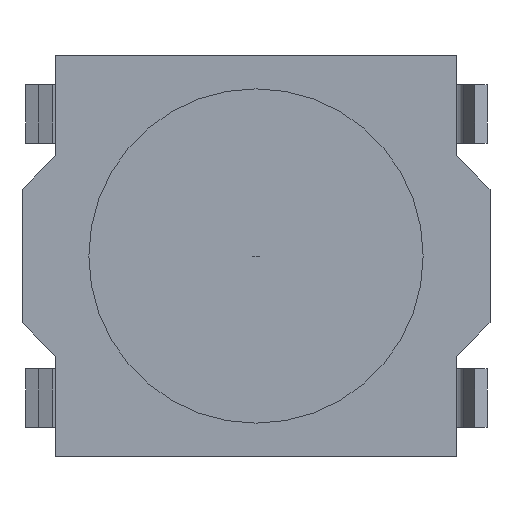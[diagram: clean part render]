
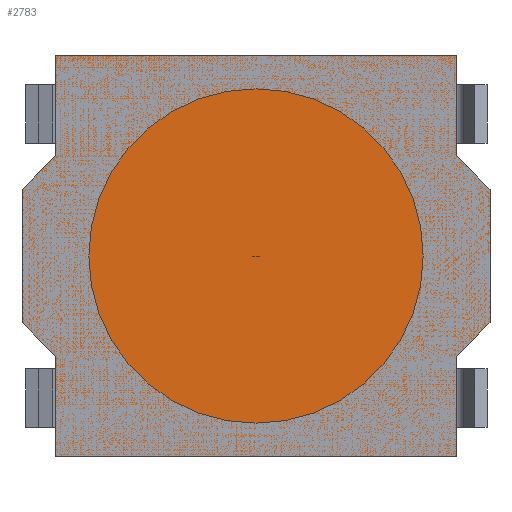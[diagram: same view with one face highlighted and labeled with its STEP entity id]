
A CAD part, front view. The second image highlights one B-rep face of the part: STEP entity #2783.
In plain terms, the highlighted planar face has unit normal (0, -1, 0).
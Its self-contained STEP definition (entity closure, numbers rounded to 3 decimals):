
#2560=DIRECTION('',(-1.,0.,0.));
#2561=VECTOR('',#2560,2.4);
#2562=CARTESIAN_POINT('',(1.2,0.,-1.2));
#2563=LINE('',#2562,#2561);
#2564=DIRECTION('',(0.,0.,1.));
#2565=VECTOR('',#2564,0.6);
#2566=CARTESIAN_POINT('',(-1.2,0.,-1.2));
#2567=LINE('',#2566,#2565);
#2568=DIRECTION('',(-0.707,0.,0.707));
#2569=VECTOR('',#2568,0.283);
#2570=CARTESIAN_POINT('',(-1.2,0.,-0.6));
#2571=LINE('',#2570,#2569);
#2572=DIRECTION('',(0.,0.,1.));
#2573=VECTOR('',#2572,0.8);
#2574=CARTESIAN_POINT('',(-1.4,0.,-0.4));
#2575=LINE('',#2574,#2573);
#2576=DIRECTION('',(0.707,0.,0.707));
#2577=VECTOR('',#2576,0.283);
#2578=CARTESIAN_POINT('',(-1.4,0.,0.4));
#2579=LINE('',#2578,#2577);
#2580=DIRECTION('',(0.,0.,1.));
#2581=VECTOR('',#2580,0.6);
#2582=CARTESIAN_POINT('',(-1.2,0.,0.6));
#2583=LINE('',#2582,#2581);
#2584=DIRECTION('',(1.,0.,0.));
#2585=VECTOR('',#2584,2.4);
#2586=CARTESIAN_POINT('',(-1.2,0.,1.2));
#2587=LINE('',#2586,#2585);
#2588=DIRECTION('',(0.,0.,-1.));
#2589=VECTOR('',#2588,0.6);
#2590=CARTESIAN_POINT('',(1.2,0.,1.2));
#2591=LINE('',#2590,#2589);
#2592=DIRECTION('',(0.707,0.,-0.707));
#2593=VECTOR('',#2592,0.283);
#2594=CARTESIAN_POINT('',(1.2,0.,0.6));
#2595=LINE('',#2594,#2593);
#2596=DIRECTION('',(0.,0.,-1.));
#2597=VECTOR('',#2596,0.8);
#2598=CARTESIAN_POINT('',(1.4,0.,0.4));
#2599=LINE('',#2598,#2597);
#2600=DIRECTION('',(-0.707,0.,-0.707));
#2601=VECTOR('',#2600,0.283);
#2602=CARTESIAN_POINT('',(1.4,0.,-0.4));
#2603=LINE('',#2602,#2601);
#2604=DIRECTION('',(0.,0.,-1.));
#2605=VECTOR('',#2604,0.6);
#2606=CARTESIAN_POINT('',(1.2,0.,-0.6));
#2607=LINE('',#2606,#2605);
#2704=CARTESIAN_POINT('',(1.2,0.,-1.2));
#2705=CARTESIAN_POINT('',(-1.2,0.,-1.2));
#2706=VERTEX_POINT('',#2704);
#2707=VERTEX_POINT('',#2705);
#2708=CARTESIAN_POINT('',(-1.2,0.,-0.6));
#2709=VERTEX_POINT('',#2708);
#2710=CARTESIAN_POINT('',(-1.4,0.,-0.4));
#2711=VERTEX_POINT('',#2710);
#2712=CARTESIAN_POINT('',(-1.4,0.,0.4));
#2713=VERTEX_POINT('',#2712);
#2714=CARTESIAN_POINT('',(-1.2,0.,0.6));
#2715=VERTEX_POINT('',#2714);
#2716=CARTESIAN_POINT('',(-1.2,0.,1.2));
#2717=VERTEX_POINT('',#2716);
#2718=CARTESIAN_POINT('',(1.2,0.,1.2));
#2719=VERTEX_POINT('',#2718);
#2720=CARTESIAN_POINT('',(1.2,0.,0.6));
#2721=VERTEX_POINT('',#2720);
#2722=CARTESIAN_POINT('',(1.4,0.,0.4));
#2723=VERTEX_POINT('',#2722);
#2724=CARTESIAN_POINT('',(1.4,0.,-0.4));
#2725=VERTEX_POINT('',#2724);
#2726=CARTESIAN_POINT('',(1.2,0.,-0.6));
#2727=VERTEX_POINT('',#2726);
#2752=CARTESIAN_POINT('',(1.2,0.,-1.2));
#2753=DIRECTION('',(0.,1.,0.));
#2754=DIRECTION('',(1.,0.,0.));
#2755=AXIS2_PLACEMENT_3D('',#2752,#2753,#2754);
#2756=PLANE('',#2755);
#2758=ORIENTED_EDGE('',*,*,#2757,.T.);
#2760=ORIENTED_EDGE('',*,*,#2759,.T.);
#2762=ORIENTED_EDGE('',*,*,#2761,.T.);
#2764=ORIENTED_EDGE('',*,*,#2763,.T.);
#2766=ORIENTED_EDGE('',*,*,#2765,.T.);
#2768=ORIENTED_EDGE('',*,*,#2767,.T.);
#2770=ORIENTED_EDGE('',*,*,#2769,.T.);
#2772=ORIENTED_EDGE('',*,*,#2771,.T.);
#2774=ORIENTED_EDGE('',*,*,#2773,.T.);
#2776=ORIENTED_EDGE('',*,*,#2775,.T.);
#2778=ORIENTED_EDGE('',*,*,#2777,.T.);
#2780=ORIENTED_EDGE('',*,*,#2779,.T.);
#2781=EDGE_LOOP('',(#2758,#2760,#2762,#2764,#2766,#2768,#2770,#2772,#2774,#2776,
#2778,#2780));
#2782=FACE_OUTER_BOUND('',#2781,.F.);
#2783=ADVANCED_FACE('',(#2782),#2756,.F.);
#2757=EDGE_CURVE('',#2706,#2707,#2563,.T.);
#2759=EDGE_CURVE('',#2707,#2709,#2567,.T.);
#2761=EDGE_CURVE('',#2709,#2711,#2571,.T.);
#2763=EDGE_CURVE('',#2711,#2713,#2575,.T.);
#2765=EDGE_CURVE('',#2713,#2715,#2579,.T.);
#2767=EDGE_CURVE('',#2715,#2717,#2583,.T.);
#2769=EDGE_CURVE('',#2717,#2719,#2587,.T.);
#2771=EDGE_CURVE('',#2719,#2721,#2591,.T.);
#2773=EDGE_CURVE('',#2721,#2723,#2595,.T.);
#2775=EDGE_CURVE('',#2723,#2725,#2599,.T.);
#2777=EDGE_CURVE('',#2725,#2727,#2603,.T.);
#2779=EDGE_CURVE('',#2727,#2706,#2607,.T.);
